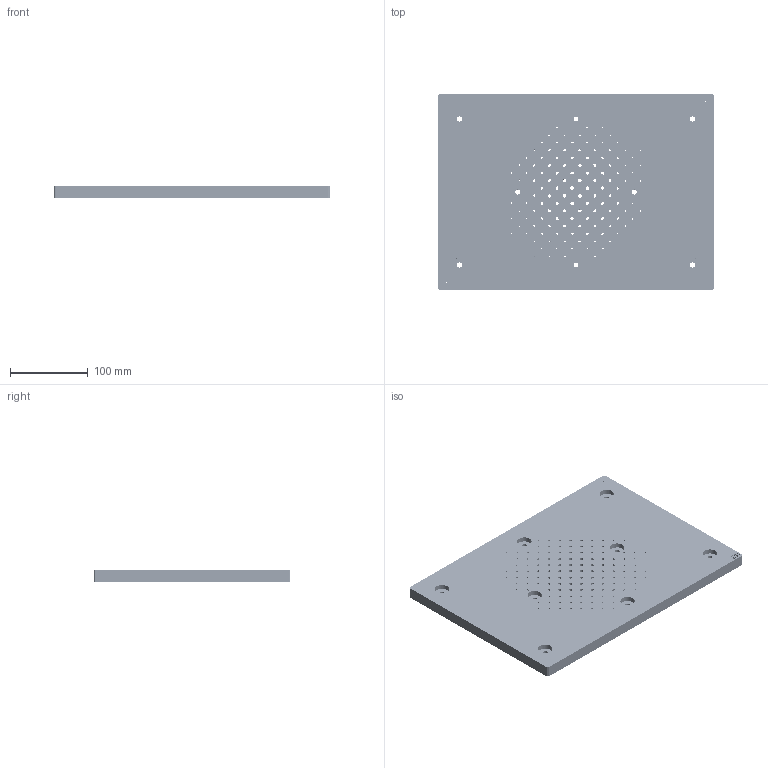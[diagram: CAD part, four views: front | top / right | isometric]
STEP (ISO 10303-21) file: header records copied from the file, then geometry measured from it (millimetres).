
FILE_DESCRIPTION(/* description */ (''),/* implementation_level */ '2;1');
FILE_NAME(/* name */ 'Shariff DMC2 Rev3.step',/* time_stamp */ '2023-01-06T13:37:34-05:00',/* author */ (''),/* organization */ (''),/* preprocessor_version */ 'ST-DEVELOPER v19.2',/* originating_system */ 'Autodesk Translation Framework v11.17.0.187',/* authorisation */ '');
FILE_SCHEMA (('AUTOMOTIVE_DESIGN { 1 0 10303 214 3 1 1 }'));
Length unit declared in the file: inch
Products named in the file (3): DMC2 XL Plate Models; XL Plate INCH; XL Plate METRIC
Assembly tree (2 placements, depth 2):
  DMC2 XL Plate Models
    XL Plate INCH
    XL Plate METRIC
Bounding box: 355.6 x 252.73 x 14.61 mm (x, y, z)
Surface area: 563096.3 mm2
Topology: 2 solids, 2 shells, 1096 faces, 3204 edges, 2136 vertices
Faces by surface type: cylinder 884, bspline 162, plane 50
Full cylindrical faces by diameter (mm): 5.035 x384, 5.118 x450, 6.5 x16, 18.5 x16
Entity records: 44341 total; most frequent: CARTESIAN_POINT 11391, ORIENTED_EDGE 6408, DIRECTION 6390, EDGE_CURVE 3204, EDGE_LOOP 2820, AXIS2_PLACEMENT_3D 2707, VERTEX_POINT 2136, CIRCLE 1768
